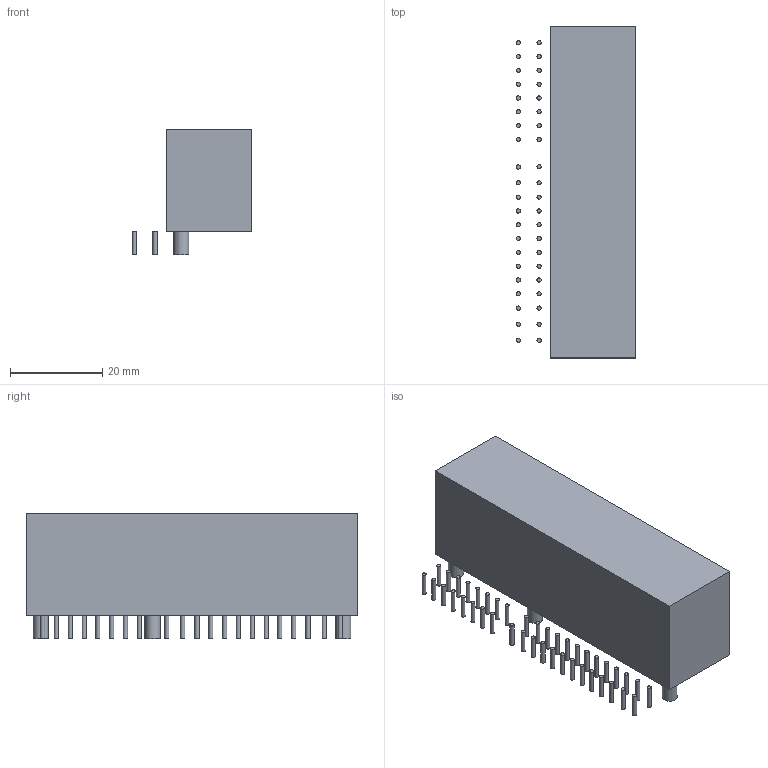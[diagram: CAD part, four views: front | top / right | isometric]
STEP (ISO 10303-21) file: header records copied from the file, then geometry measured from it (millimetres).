
FILE_DESCRIPTION(('FreeCAD Model'),'2;1');
FILE_NAME('191765.2.2.stp','2022-07-01T09:24:46',( 'Author'),(''),'Open CASCADE STEP processor 6.9','FreeCAD','Unknown' );
FILE_SCHEMA(('AUTOMOTIVE_DESIGN { 1 0 10303 214 1 1 1 1 }'));
Length unit declared in the file: millimetre
Products named in the file (3): ASSEMBLY; Body; Leads
Assembly tree (2 placements, depth 2):
  ASSEMBLY
    Body
    Leads
Bounding box: 25.95 x 72.1 x 27.3 mm (x, y, z)
Volume: 29878.6 mm3; surface area: 7559.4 mm2
Topology: 46 solids, 46 shells, 141 faces, 147 edges, 98 vertices
Faces by surface type: plane 96, cylinder 45
Full cylindrical faces by diameter (mm): 0.9 x42, 3.3 x3
Entity records: 4916 total; most frequent: DIRECTION 819, CARTESIAN_POINT 683, ORIENTED_EDGE 294, PCURVE 294, DEFINITIONAL_REPRESENTATION 294, LINE 261, VECTOR 261, AXIS2_PLACEMENT_3D 234
